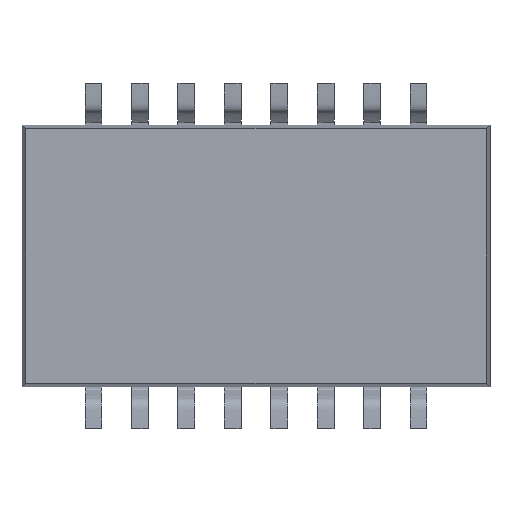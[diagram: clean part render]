
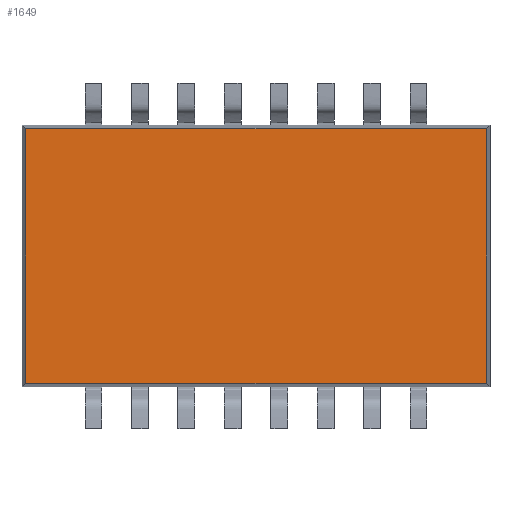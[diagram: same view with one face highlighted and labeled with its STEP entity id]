
A CAD part, front view. The second image highlights one B-rep face of the part: STEP entity #1649.
In plain terms, the highlighted planar face has unit normal (0, -1, 0).
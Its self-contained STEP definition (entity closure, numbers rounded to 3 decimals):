
#101 = DIRECTION ( 'NONE',  ( 0., 1., 0. ) ) ;
#673 = CARTESIAN_POINT ( 'NONE',  ( -6.3, 0., 3.475 ) ) ;
#1371 = DIRECTION ( 'NONE',  ( -1., 0., 0. ) ) ;
#1437 = CARTESIAN_POINT ( 'NONE',  ( 6.3, 0., -3.475 ) ) ;
#1649 = ADVANCED_FACE ( 'NONE', ( #10910 ), #10476, .F. ) ;
#1652 = VERTEX_POINT ( 'NONE', #11928 ) ;
#3941 = VECTOR ( 'NONE', #1371, 1000. ) ;
#5302 = EDGE_LOOP ( 'NONE', ( #10736, #10303, #6099, #7787 ) ) ;
#5449 = VECTOR ( 'NONE', #18572, 1000. ) ;
#6099 = ORIENTED_EDGE ( 'NONE', *, *, #12115, .T. ) ;
#6614 = DIRECTION ( 'NONE',  ( 0., 0., -1. ) ) ;
#6713 = VECTOR ( 'NONE', #6614, 1000. ) ;
#7170 = VERTEX_POINT ( 'NONE', #9184 ) ;
#7358 = EDGE_CURVE ( 'NONE', #7170, #16998, #16337, .T. ) ;
#7787 = ORIENTED_EDGE ( 'NONE', *, *, #7358, .T. ) ;
#8558 = CARTESIAN_POINT ( 'NONE',  ( 6.3, 0., 3.475 ) ) ;
#9184 = CARTESIAN_POINT ( 'NONE',  ( 6.3, 0., -3.475 ) ) ;
#9598 = LINE ( 'NONE', #11140, #5449 ) ;
#10246 = VECTOR ( 'NONE', #14707, 1000. ) ;
#10303 = ORIENTED_EDGE ( 'NONE', *, *, #13349, .T. ) ;
#10476 = PLANE ( 'NONE',  #12819 ) ;
#10736 = ORIENTED_EDGE ( 'NONE', *, *, #15475, .T. ) ;
#10910 = FACE_OUTER_BOUND ( 'NONE', #5302, .T. ) ;
#11140 = CARTESIAN_POINT ( 'NONE',  ( -6.3, 0., -3.475 ) ) ;
#11393 = CARTESIAN_POINT ( 'NONE',  ( -6.3, 0., 3.475 ) ) ;
#11928 = CARTESIAN_POINT ( 'NONE',  ( -6.3, 0., -3.475 ) ) ;
#12115 = EDGE_CURVE ( 'NONE', #1652, #7170, #9598, .T. ) ;
#12819 = AXIS2_PLACEMENT_3D ( 'NONE', #16377, #101, #16194 ) ;
#13349 = EDGE_CURVE ( 'NONE', #18482, #1652, #17042, .T. ) ;
#14707 = DIRECTION ( 'NONE',  ( 0., 0., 1. ) ) ;
#15475 = EDGE_CURVE ( 'NONE', #16998, #18482, #15901, .T. ) ;
#15901 = LINE ( 'NONE', #8558, #3941 ) ;
#16194 = DIRECTION ( 'NONE',  ( 1., 0., 0. ) ) ;
#16337 = LINE ( 'NONE', #1437, #10246 ) ;
#16377 = CARTESIAN_POINT ( 'NONE',  ( 0., 0., 0. ) ) ;
#16998 = VERTEX_POINT ( 'NONE', #18968 ) ;
#17042 = LINE ( 'NONE', #673, #6713 ) ;
#18482 = VERTEX_POINT ( 'NONE', #11393 ) ;
#18572 = DIRECTION ( 'NONE',  ( 1., 0., 0. ) ) ;
#18968 = CARTESIAN_POINT ( 'NONE',  ( 6.3, 0., 3.475 ) ) ;
